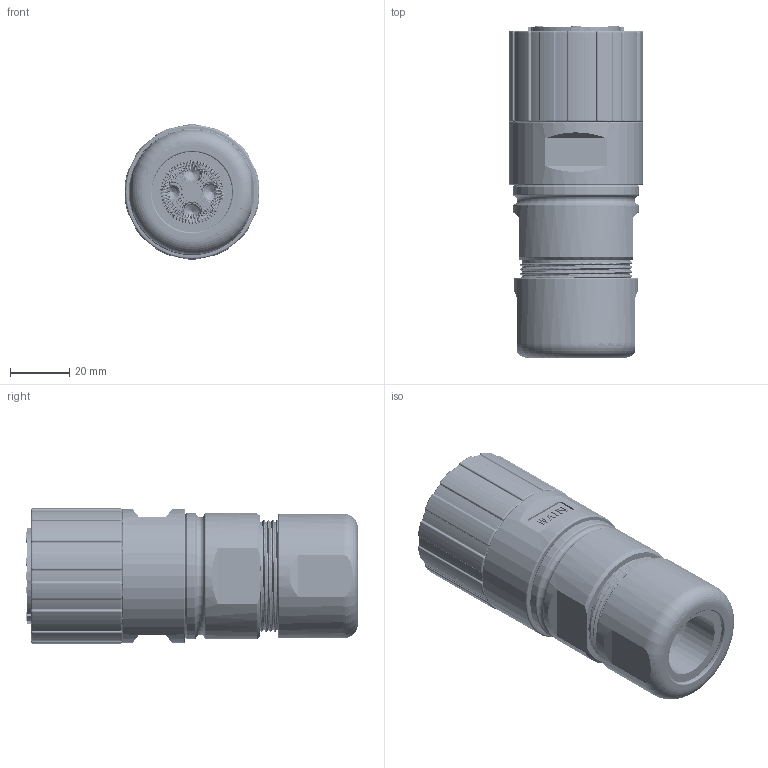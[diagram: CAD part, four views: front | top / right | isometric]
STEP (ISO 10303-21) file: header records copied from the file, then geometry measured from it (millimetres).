
FILE_DESCRIPTION((''),'2;1');
FILE_NAME('M40-S-MC04-T-D26-SH_ASM','2019-02-21T',('t.chen'),(''),'PRO/ENGINEER BY PARAMETRIC TECHNOLOGY CORPORATION, 2012480','PRO/ENGINEER BY PARAMETRIC TECHNOLOGY CORPORATION, 2012480','');
FILE_SCHEMA(('CONFIG_CONTROL_DESIGN'));
Length unit declared in the file: millimetre
Products named in the file (1): M40-S-MC04-T-D26-SH_ASM
Bounding box: 45.21 x 111.58 x 45.47 mm (x, y, z)
Volume: 67105.7 mm3; surface area: 103518.9 mm2
Topology: 4 solids, 11 shells, 3624 faces, 9926 edges, 6304 vertices
Faces by surface type: plane 1366, cone 907, cylinder 636, torus 463, bspline 224, extrusion 21, sphere 7
Entity records: 150890 total; most frequent: CARTESIAN_POINT 60818, ORIENTED_EDGE 19784, DIRECTION 18291, EDGE_CURVE 9892, AXIS2_PLACEMENT_3D 7375, VERTEX_POINT 6304, CIRCLE 3995, EDGE_LOOP 3890
